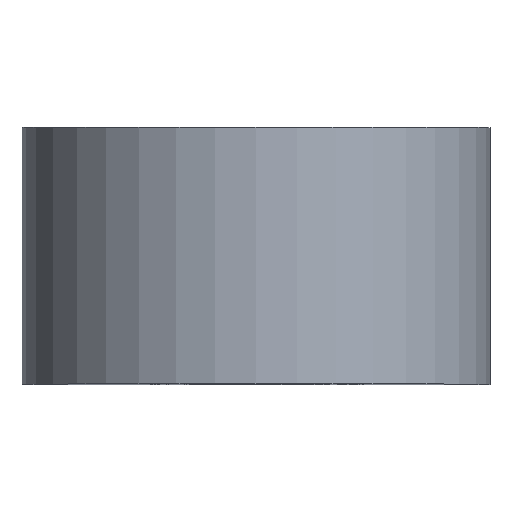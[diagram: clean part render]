
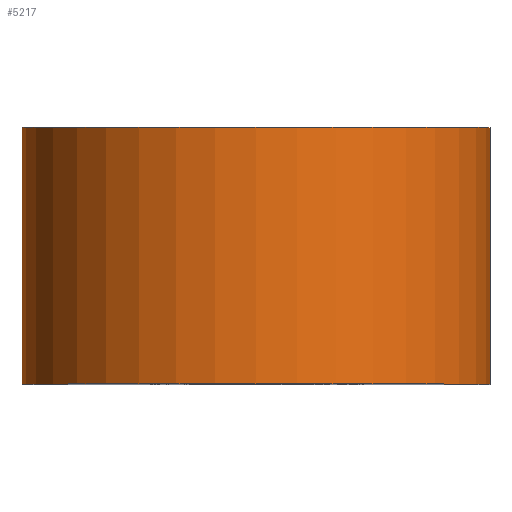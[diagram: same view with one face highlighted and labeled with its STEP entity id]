
A CAD part, top view. The second image highlights one B-rep face of the part: STEP entity #5217.
In plain terms, the highlighted cylindrical face has radius 8.75 mm (diameter 17.5 mm), a partial arc.
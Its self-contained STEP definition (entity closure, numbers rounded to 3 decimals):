
#42=CYLINDRICAL_SURFACE('',#5444,8.75);
#85=LINE('',#7168,#437);
#86=LINE('',#7172,#438);
#437=VECTOR('',#5707,1000.);
#438=VECTOR('',#5712,1000.);
#753=CIRCLE('',#5429,8.75);
#757=CIRCLE('',#5445,8.75);
#986=ORIENTED_EDGE('',*,*,#2028,.F.);
#987=ORIENTED_EDGE('',*,*,#2068,.F.);
#988=ORIENTED_EDGE('',*,*,#2069,.T.);
#989=ORIENTED_EDGE('',*,*,#2070,.T.);
#2028=EDGE_CURVE('',#2580,#2581,#753,.T.);
#2068=EDGE_CURVE('',#2609,#2580,#85,.T.);
#2069=EDGE_CURVE('',#2609,#2610,#757,.T.);
#2070=EDGE_CURVE('',#2610,#2581,#86,.T.);
#2580=VERTEX_POINT('',#7018);
#2581=VERTEX_POINT('',#7020);
#2609=VERTEX_POINT('',#7167);
#2610=VERTEX_POINT('',#7171);
#3018=EDGE_LOOP('',(#986,#987,#988,#989));
#3274=FACE_BOUND('',#3018,.T.);
#5217=ADVANCED_FACE('',(#3274),#42,.T.);
#5429=AXIS2_PLACEMENT_3D('',#7019,#5651,#5652);
#5444=AXIS2_PLACEMENT_3D('',#7169,#5708,#5709);
#5445=AXIS2_PLACEMENT_3D('',#7170,#5710,#5711);
#5651=DIRECTION('',(0.,-1.,0.));
#5652=DIRECTION('',(1.,0.,0.));
#5707=DIRECTION('',(0.,-1.,0.));
#5708=DIRECTION('',(0.,-1.,0.));
#5709=DIRECTION('',(0.,0.,-1.));
#5710=DIRECTION('',(0.,-1.,0.));
#5711=DIRECTION('',(1.,0.,0.));
#5712=DIRECTION('',(0.,-1.,0.));
#7018=CARTESIAN_POINT('',(8.75,0.,0.));
#7019=CARTESIAN_POINT('',(0.,0.,0.));
#7020=CARTESIAN_POINT('',(-8.75,0.,0.));
#7167=CARTESIAN_POINT('',(8.75,9.6,0.));
#7168=CARTESIAN_POINT('',(8.75,9.6,0.));
#7169=CARTESIAN_POINT('',(0.,9.6,0.));
#7170=CARTESIAN_POINT('',(0.,9.6,0.));
#7171=CARTESIAN_POINT('',(-8.75,9.6,0.));
#7172=CARTESIAN_POINT('',(-8.75,9.6,0.));
